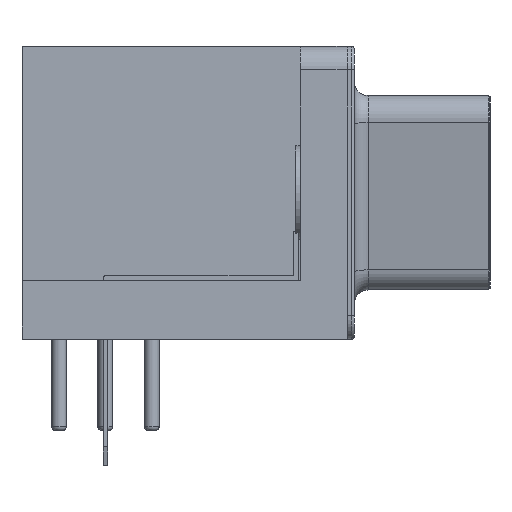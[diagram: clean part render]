
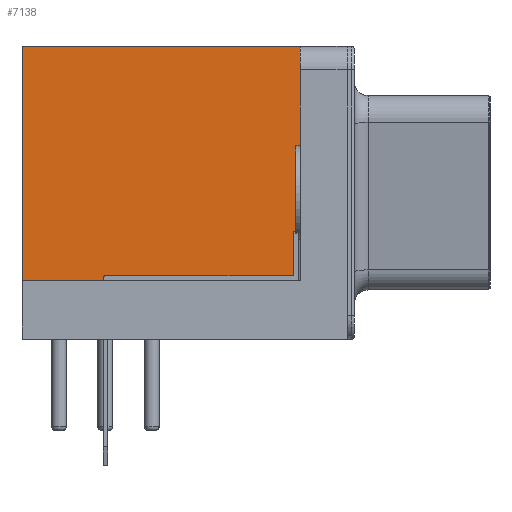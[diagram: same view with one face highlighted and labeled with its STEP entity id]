
A CAD part, left-side view. The second image highlights one B-rep face of the part: STEP entity #7138.
In plain terms, the highlighted planar face has unit normal (-1, 0, 0).
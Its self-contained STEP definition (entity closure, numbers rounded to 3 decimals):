
#6013 = VERTEX_POINT('',#6014);
#6014 = CARTESIAN_POINT('',(-5.703,1.58,12.5));
#6020 = EDGE_CURVE('',#6021,#6013,#6023,.T.);
#6021 = VERTEX_POINT('',#6022);
#6022 = CARTESIAN_POINT('',(-5.703,-10.31,12.5));
#6023 = LINE('',#6024,#6025);
#6024 = CARTESIAN_POINT('',(-5.703,-11.31,12.5));
#6025 = VECTOR('',#6026,1.);
#6026 = DIRECTION('',(0.,1.,0.));
#7108 = VERTEX_POINT('',#7109);
#7109 = CARTESIAN_POINT('',(-5.703,-10.31,2.5));
#7115 = EDGE_CURVE('',#7108,#6021,#7116,.T.);
#7116 = LINE('',#7117,#7118);
#7117 = CARTESIAN_POINT('',(-5.703,-10.31,2.5));
#7118 = VECTOR('',#7119,1.);
#7119 = DIRECTION('',(0.,0.,1.));
#7138 = ADVANCED_FACE('',(#7139),#7157,.F.);
#7139 = FACE_BOUND('',#7140,.F.);
#7140 = EDGE_LOOP('',(#7141,#7142,#7150,#7156));
#7141 = ORIENTED_EDGE('',*,*,#7115,.F.);
#7142 = ORIENTED_EDGE('',*,*,#7143,.T.);
#7143 = EDGE_CURVE('',#7108,#7144,#7146,.T.);
#7144 = VERTEX_POINT('',#7145);
#7145 = CARTESIAN_POINT('',(-5.703,1.58,2.5));
#7146 = LINE('',#7147,#7148);
#7147 = CARTESIAN_POINT('',(-5.703,-10.31,2.5));
#7148 = VECTOR('',#7149,1.);
#7149 = DIRECTION('',(-0.,1.,0.));
#7150 = ORIENTED_EDGE('',*,*,#7151,.T.);
#7151 = EDGE_CURVE('',#7144,#6013,#7152,.T.);
#7152 = LINE('',#7153,#7154);
#7153 = CARTESIAN_POINT('',(-5.703,1.58,4.375));
#7154 = VECTOR('',#7155,1.);
#7155 = DIRECTION('',(0.,0.,1.));
#7156 = ORIENTED_EDGE('',*,*,#6020,.F.);
#7157 = PLANE('',#7158);
#7158 = AXIS2_PLACEMENT_3D('',#7159,#7160,#7161);
#7159 = CARTESIAN_POINT('',(-5.703,-10.31,2.5));
#7160 = DIRECTION('',(1.,0.,0.));
#7161 = DIRECTION('',(0.,0.,1.));
